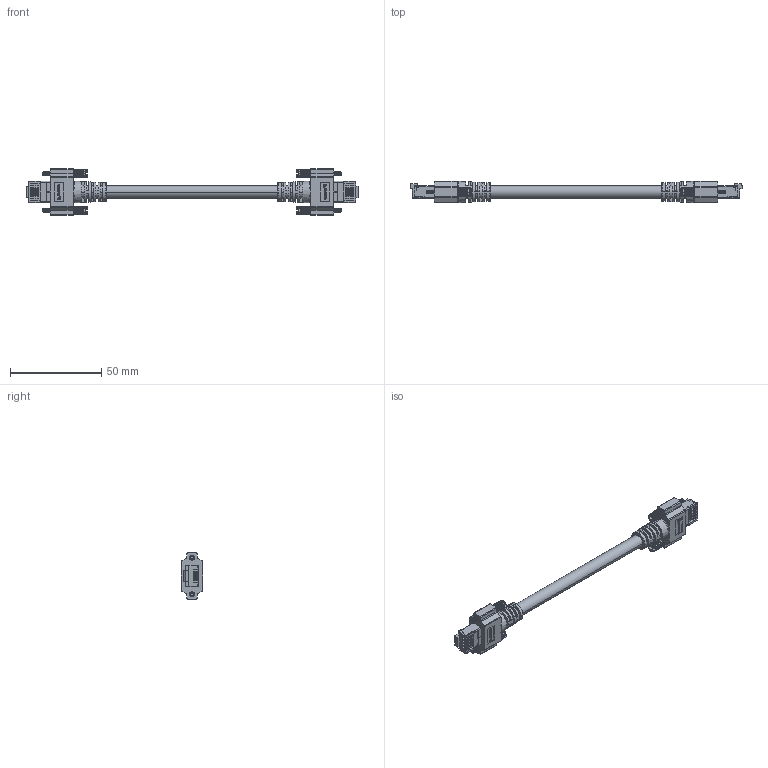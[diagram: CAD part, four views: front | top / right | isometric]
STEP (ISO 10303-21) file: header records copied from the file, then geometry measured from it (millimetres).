
FILE_DESCRIPTION (( 'STEP AP214' ), '1' );
FILE_NAME ('TRG616-T6T.STEP', '2016-05-27T12:30:45', ( 'L-Com' ), ( 'L-Com Global Connectivity' ), 'SwSTEP 2.0', 'SolidWorks 2014', '' );
FILE_SCHEMA (( 'AUTOMOTIVE_DESIGN' ));
Length unit declared in the file: millimetre
Products named in the file (15): MTN-903_W.O CBL; MTN-902_RJ45M PNL MNT END; 1AJ06-098; MTN-902; 1AD03-013_BLUNT CUT LATCH; TDS8PC5-MA3; 1AD03-013-MA4_crimped strain relief; 1AD03-013-MA1; 1AD03-013-MA2; 1AD03-013-MA3_BLUNT CUT LATCH; TRG616-T6T; 1AL04-078_L=130MM
Assembly tree (26 placements, depth 5):
  TRG616-T6T
    MTN-902_RJ45M PNL MNT END
      MTN-903_W.O CBL
        1AD03-013_BLUNT CUT LATCH
          1AD03-013-MA3_BLUNT CUT LATCH
          1AD03-013-MA2
          1AD03-013-MA1
          1AD03-013-MA4_crimped strain relief
          TDS8PC5-MA3  x8
      MTN-902
      1AJ06-098  x2
    MTN-902_RJ45M PNL MNT END
      MTN-903_W.O CBL
        1AD03-013_BLUNT CUT LATCH
          1AD03-013-MA3_BLUNT CUT LATCH
          1AD03-013-MA2
          1AD03-013-MA1
          1AD03-013-MA4_crimped strain relief
          TDS8PC5-MA3  x8
        MTN-903_W.O CBL
      MTN-902
      1AJ06-098  x2
    1AL04-078_L=130MM
Bounding box: 181.68 x 11.8 x 25.5 mm (x, y, z)
Volume: 14759.7 mm3; surface area: 16168.8 mm2
Topology: 32 solids, 32 shells, 2181 faces, 6132 edges, 3944 vertices
Faces by surface type: plane 1197, cylinder 746, bspline 124, cone 48, sphere 36, torus 30
Entity records: 29797 total; most frequent: CARTESIAN_POINT 7880, ORIENTED_EDGE 4600, DIRECTION 4099, EDGE_CURVE 2300, VECTOR 1511, LINE 1511, VERTEX_POINT 1477, AXIS2_PLACEMENT_3D 1294
